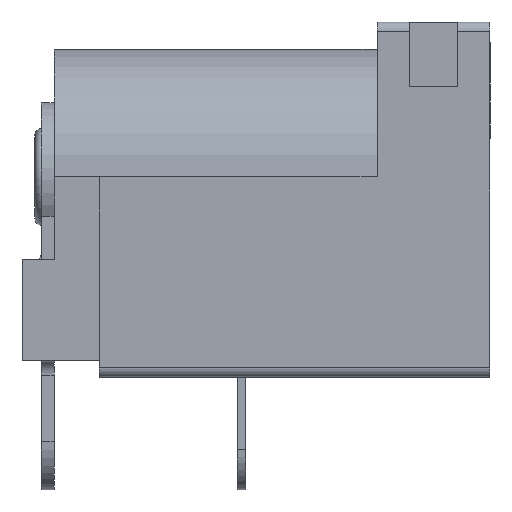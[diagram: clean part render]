
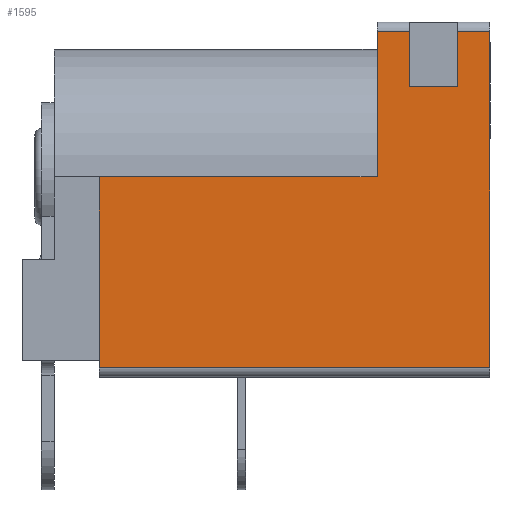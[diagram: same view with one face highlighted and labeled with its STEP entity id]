
A CAD part, front view. The second image highlights one B-rep face of the part: STEP entity #1595.
In plain terms, the highlighted planar face has unit normal (0, -1, 0).
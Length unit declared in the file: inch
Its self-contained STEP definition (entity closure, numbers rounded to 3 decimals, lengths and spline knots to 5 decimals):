
#77=PLANE('',#1751);
#163=FACE_OUTER_BOUND('',#260,.T.);
#260=EDGE_LOOP('',(#1362,#1363,#1364,#1365,#1366,#1367,#1368,#1369,#1370,
#1371));
#375=LINE('',#2495,#547);
#384=LINE('',#2520,#556);
#398=LINE('',#2560,#570);
#412=LINE('',#2590,#584);
#413=LINE('',#2593,#585);
#414=LINE('',#2594,#586);
#415=LINE('',#2596,#587);
#416=LINE('',#2598,#588);
#417=LINE('',#2599,#589);
#418=LINE('',#2600,#590);
#547=VECTOR('',#2040,39.37008);
#556=VECTOR('',#2061,39.37008);
#570=VECTOR('',#2095,39.37008);
#584=VECTOR('',#2123,39.37008);
#585=VECTOR('',#2126,39.37008);
#586=VECTOR('',#2127,39.37008);
#587=VECTOR('',#2128,39.37008);
#588=VECTOR('',#2129,39.37008);
#589=VECTOR('',#2130,39.37008);
#590=VECTOR('',#2131,39.37008);
#777=VERTEX_POINT('',#2492);
#778=VERTEX_POINT('',#2494);
#787=VERTEX_POINT('',#2517);
#788=VERTEX_POINT('',#2519);
#803=VERTEX_POINT('',#2557);
#804=VERTEX_POINT('',#2559);
#813=VERTEX_POINT('',#2588);
#814=VERTEX_POINT('',#2592);
#815=VERTEX_POINT('',#2595);
#816=VERTEX_POINT('',#2597);
#965=EDGE_CURVE('',#778,#777,#375,.T.);
#976=EDGE_CURVE('',#787,#788,#384,.T.);
#996=EDGE_CURVE('',#803,#804,#398,.T.);
#1013=EDGE_CURVE('',#777,#813,#412,.T.);
#1014=EDGE_CURVE('',#814,#778,#413,.T.);
#1015=EDGE_CURVE('',#804,#813,#414,.T.);
#1016=EDGE_CURVE('',#815,#803,#415,.T.);
#1017=EDGE_CURVE('',#816,#815,#416,.T.);
#1018=EDGE_CURVE('',#816,#788,#417,.T.);
#1019=EDGE_CURVE('',#814,#787,#418,.T.);
#1362=ORIENTED_EDGE('',*,*,#1014,.T.);
#1363=ORIENTED_EDGE('',*,*,#965,.T.);
#1364=ORIENTED_EDGE('',*,*,#1013,.T.);
#1365=ORIENTED_EDGE('',*,*,#1015,.F.);
#1366=ORIENTED_EDGE('',*,*,#996,.F.);
#1367=ORIENTED_EDGE('',*,*,#1016,.F.);
#1368=ORIENTED_EDGE('',*,*,#1017,.F.);
#1369=ORIENTED_EDGE('',*,*,#1018,.T.);
#1370=ORIENTED_EDGE('',*,*,#976,.F.);
#1371=ORIENTED_EDGE('',*,*,#1019,.F.);
#1595=ADVANCED_FACE('',(#163),#77,.T.);
#1751=AXIS2_PLACEMENT_3D('',#2591,#2124,#2125);
#2040=DIRECTION('',(0.,0.,-1.));
#2061=DIRECTION('',(1.,0.,0.));
#2095=DIRECTION('',(1.,0.,0.));
#2123=DIRECTION('',(1.,0.,0.));
#2124=DIRECTION('center_axis',(0.,-1.,0.));
#2125=DIRECTION('ref_axis',(1.,0.,0.));
#2126=DIRECTION('',(-1.,0.,0.));
#2127=DIRECTION('',(0.,0.,-1.));
#2128=DIRECTION('',(0.,0.,1.));
#2129=DIRECTION('',(1.,0.,0.));
#2130=DIRECTION('',(0.,0.,1.));
#2131=DIRECTION('',(0.,0.,1.));
#2492=CARTESIAN_POINT('',(0.06362,-0.17717,0.01181));
#2494=CARTESIAN_POINT('',(0.06362,-0.17717,0.24409));
#2495=CARTESIAN_POINT('',(0.06362,-0.17717,0.42126));
#2517=CARTESIAN_POINT('',(0.4022,-0.17717,0.42126));
#2519=CARTESIAN_POINT('',(0.44157,-0.17717,0.42126));
#2520=CARTESIAN_POINT('',(0.06362,-0.17717,0.42126));
#2557=CARTESIAN_POINT('',(0.50063,-0.17717,0.42126));
#2559=CARTESIAN_POINT('',(0.54,-0.17717,0.42126));
#2560=CARTESIAN_POINT('',(0.06362,-0.17717,0.42126));
#2588=CARTESIAN_POINT('',(0.54,-0.17717,0.01181));
#2590=CARTESIAN_POINT('',(0.06362,-0.17717,0.01181));
#2591=CARTESIAN_POINT('Origin',(0.06362,-0.17717,0.42126));
#2592=CARTESIAN_POINT('',(0.4022,-0.17717,0.24409));
#2593=CARTESIAN_POINT('',(0.4022,-0.17717,0.24409));
#2594=CARTESIAN_POINT('',(0.54,-0.17717,0.42126));
#2595=CARTESIAN_POINT('',(0.50063,-0.17717,0.35433));
#2596=CARTESIAN_POINT('',(0.50063,-0.17717,0.35433));
#2597=CARTESIAN_POINT('',(0.44157,-0.17717,0.35433));
#2598=CARTESIAN_POINT('',(0.44157,-0.17717,0.35433));
#2599=CARTESIAN_POINT('',(0.44157,-0.17717,0.35433));
#2600=CARTESIAN_POINT('',(0.4022,-0.17717,0.43307));
